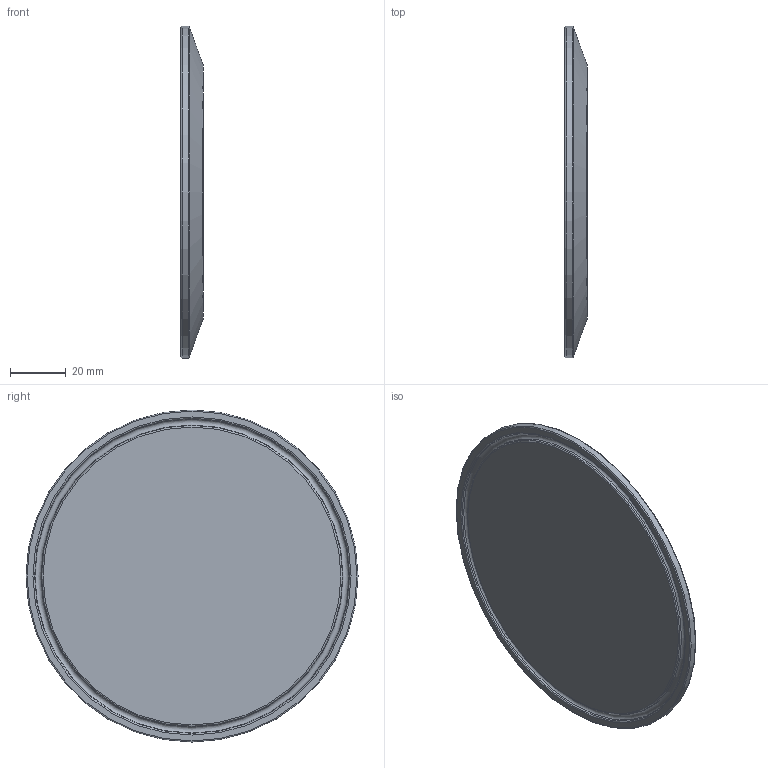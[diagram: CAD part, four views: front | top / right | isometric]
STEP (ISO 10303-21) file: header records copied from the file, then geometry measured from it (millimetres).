
FILE_DESCRIPTION(/* description */ (''),/* implementation_level */ '2;1');
FILE_NAME(/* name */ 'S16AMP-4.stp',/* time_stamp */ '2018-11-26T10:10:42-05:00',/* author */ ('rick'),/* organization */ (''),/* preprocessor_version */ 'ST-DEVELOPER v15.2',/* originating_system */ 'Autodesk Inventor 2014',/* authorisation */ '');
FILE_SCHEMA (('AUTOMOTIVE_DESIGN { 1 0 10303 214 3 1 1 }'));
Length unit declared in the file: inch
Products named in the file (1): S16AMP-4
Bounding box: 7.92 x 118.92 x 118.92 mm (x, y, z)
Volume: 74592.6 mm3; surface area: 24092.9 mm2
Topology: 1 solids, 1 shells, 356 faces, 949 edges, 630 vertices
Faces by surface type: plane 183, bspline 163, torus 6, cone 3, cylinder 1
Full cylindrical faces by diameter (mm): 118.923 x1
Entity records: 12313 total; most frequent: CARTESIAN_POINT 4534, ORIENTED_EDGE 1878, DIRECTION 1013, EDGE_CURVE 939, VERTEX_POINT 630, LINE 601, VECTOR 601, EDGE_LOOP 401
